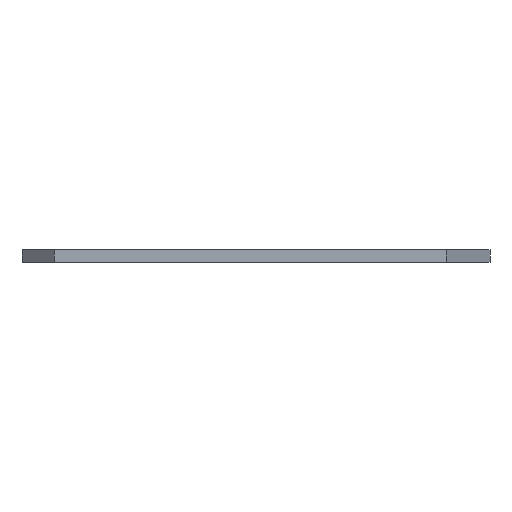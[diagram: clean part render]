
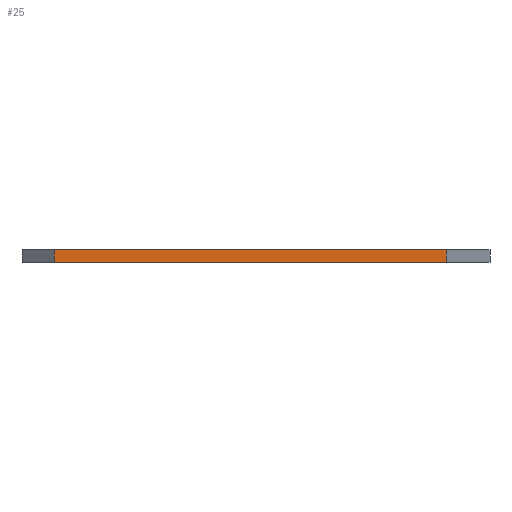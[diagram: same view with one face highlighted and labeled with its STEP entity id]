
A CAD part, front view. The second image highlights one B-rep face of the part: STEP entity #25.
In plain terms, the highlighted planar face has unit normal (0, -1, 0).
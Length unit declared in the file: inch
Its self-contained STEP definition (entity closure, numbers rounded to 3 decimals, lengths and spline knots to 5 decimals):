
#25 = ADVANCED_FACE ( 'NONE', ( #412 ), #895, .F. ) ;
#40 = DIRECTION ( 'NONE',  ( 1., 0., 0. ) ) ;
#121 = EDGE_CURVE ( 'NONE', #835, #485, #641, .T. ) ;
#166 = ORIENTED_EDGE ( 'NONE', *, *, #1563, .F. ) ;
#197 = AXIS2_PLACEMENT_3D ( 'NONE', #768, #302, #635 ) ;
#225 = CARTESIAN_POINT ( 'NONE',  ( 0.05267, -0.5, 0.04921 ) ) ;
#291 = CARTESIAN_POINT ( 'NONE',  ( 0.05267, -0.5, 0.04921 ) ) ;
#294 = EDGE_CURVE ( 'NONE', #1173, #835, #1554, .T. ) ;
#302 = DIRECTION ( 'NONE',  ( 0., 1., 0. ) ) ;
#365 = CARTESIAN_POINT ( 'NONE',  ( -2.99, -0.5, -0.04921 ) ) ;
#393 = CARTESIAN_POINT ( 'NONE',  ( 0.05267, -0.5, -0.04921 ) ) ;
#412 = FACE_OUTER_BOUND ( 'NONE', #780, .T. ) ;
#464 = LINE ( 'NONE', #225, #1340 ) ;
#485 = VERTEX_POINT ( 'NONE', #393 ) ;
#522 = VERTEX_POINT ( 'NONE', #291 ) ;
#563 = ORIENTED_EDGE ( 'NONE', *, *, #121, .T. ) ;
#635 = DIRECTION ( 'NONE',  ( 0., 0., 1. ) ) ;
#641 = LINE ( 'NONE', #1126, #1184 ) ;
#671 = ORIENTED_EDGE ( 'NONE', *, *, #1054, .F. ) ;
#768 = CARTESIAN_POINT ( 'NONE',  ( 0., -0.5, 0.04921 ) ) ;
#780 = EDGE_LOOP ( 'NONE', ( #166, #1069, #563, #671 ) ) ;
#809 = DIRECTION ( 'NONE',  ( 1., 0., 0. ) ) ;
#835 = VERTEX_POINT ( 'NONE', #365 ) ;
#846 = CARTESIAN_POINT ( 'NONE',  ( -2.99, -0.5, 0.04921 ) ) ;
#895 = PLANE ( 'NONE',  #197 ) ;
#926 = LINE ( 'NONE', #1414, #1520 ) ;
#1054 = EDGE_CURVE ( 'NONE', #522, #485, #464, .T. ) ;
#1069 = ORIENTED_EDGE ( 'NONE', *, *, #294, .T. ) ;
#1126 = CARTESIAN_POINT ( 'NONE',  ( 0., -0.5, -0.04921 ) ) ;
#1173 = VERTEX_POINT ( 'NONE', #846 ) ;
#1184 = VECTOR ( 'NONE', #40, 39.37008 ) ;
#1190 = CARTESIAN_POINT ( 'NONE',  ( -2.99, -0.5, -0.04921 ) ) ;
#1233 = VECTOR ( 'NONE', #1342, 39.37008 ) ;
#1340 = VECTOR ( 'NONE', #1437, 39.37008 ) ;
#1342 = DIRECTION ( 'NONE',  ( 0., 0., -1. ) ) ;
#1414 = CARTESIAN_POINT ( 'NONE',  ( 0., -0.5, 0.04921 ) ) ;
#1437 = DIRECTION ( 'NONE',  ( 0., 0., -1. ) ) ;
#1520 = VECTOR ( 'NONE', #809, 39.37008 ) ;
#1554 = LINE ( 'NONE', #1190, #1233 ) ;
#1563 = EDGE_CURVE ( 'NONE', #1173, #522, #926, .T. ) ;
